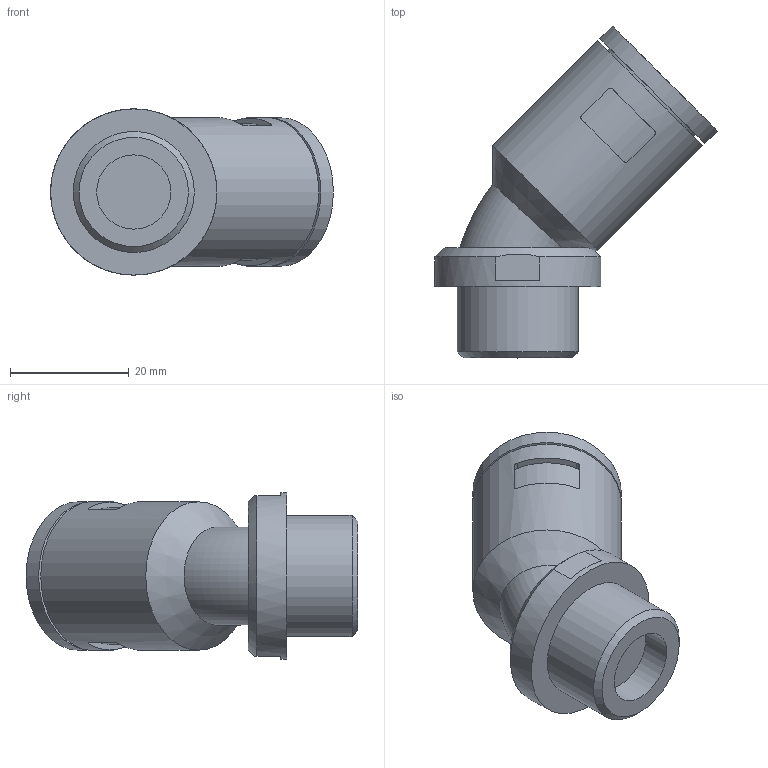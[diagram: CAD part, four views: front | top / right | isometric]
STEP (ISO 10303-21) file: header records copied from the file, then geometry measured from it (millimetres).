
FILE_DESCRIPTION( ( 'STEP AP203' ), '1' );
FILE_NAME( 'FLEXA RQB45-P 5020.089.213.stp', '2020-03-27T09:54:15', ( 'License CC BY-ND 4.0' ), ( 'CADENAS' ), ' ', 'PARTsolutions', ' ' );
FILE_SCHEMA( ( 'CONFIG_CONTROL_DESIGN' ) );
Length unit declared in the file: millimetre
Products named in the file (1): _FLEXA RQB45-P 5020.089.213
Bounding box: 47.61 x 55.88 x 28 mm (x, y, z)
Volume: 15948.2 mm3; surface area: 7823.3 mm2
Topology: 1 solids, 1 shells, 41 faces, 94 edges, 62 vertices
Faces by surface type: plane 20, cylinder 17, cone 3, torus 1
Full cylindrical faces by diameter (mm): 12.5 x1, 18.5 x1, 20.4 x1, 20.5 x1, 25 x2, 28 x1
Entity records: 1380 total; most frequent: CARTESIAN_POINT 489, DIRECTION 168, ORIENTED_EDGE 160, EDGE_CURVE 80, AXIS2_PLACEMENT_3D 69, EDGE_LOOP 58, VERTEX_POINT 58, FACE_OUTER_BOUND 48
